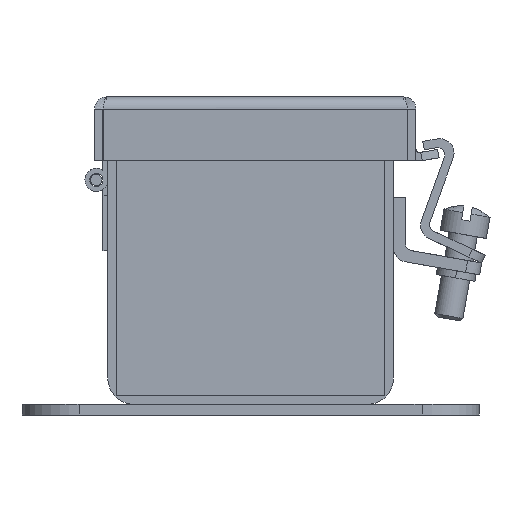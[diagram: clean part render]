
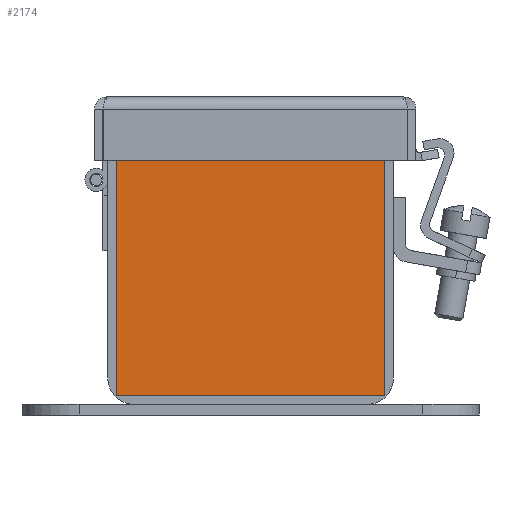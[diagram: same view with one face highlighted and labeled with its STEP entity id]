
A CAD part, left-side view. The second image highlights one B-rep face of the part: STEP entity #2174.
In plain terms, the highlighted planar face has unit normal (-1, 0, 0).
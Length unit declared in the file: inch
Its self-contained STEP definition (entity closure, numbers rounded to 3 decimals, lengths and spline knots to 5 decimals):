
#149 = CARTESIAN_POINT ( 'NONE',  ( -1.70918, 1.17475, 0.32204 ) ) ;
#278 = DIRECTION ( 'NONE',  ( 0., -1., 0. ) ) ;
#516 = CARTESIAN_POINT ( 'NONE',  ( -1.70918, -1.17725, -0.85396 ) ) ;
#741 = CARTESIAN_POINT ( 'NONE',  ( -1.70918, -0.69125, 0.29059 ) ) ;
#743 = CARTESIAN_POINT ( 'NONE',  ( -1.70918, 0.68875, 0.29059 ) ) ;
#849 = EDGE_CURVE ( 'NONE', #18211, #6433, #25115, .T. ) ;
#1218 = EDGE_CURVE ( 'NONE', #23905, #9444, #2115, .T. ) ;
#1620 = LINE ( 'NONE', #13981, #5628 ) ;
#1900 = ORIENTED_EDGE ( 'NONE', *, *, #17992, .F. ) ;
#1928 = VECTOR ( 'NONE', #20177, 39.37008 ) ;
#2115 = LINE ( 'NONE', #516, #1928 ) ;
#2174 = ADVANCED_FACE ( 'NONE', ( #6329 ), #2646, .F. ) ;
#2646 = PLANE ( 'NONE',  #14616 ) ;
#2859 = LINE ( 'NONE', #741, #3073 ) ;
#2960 = EDGE_CURVE ( 'NONE', #14800, #22351, #7918, .T. ) ;
#3073 = VECTOR ( 'NONE', #16689, 39.37008 ) ;
#3076 = CARTESIAN_POINT ( 'NONE',  ( -1.70918, 0.68895, 0.29059 ) ) ;
#3490 = CARTESIAN_POINT ( 'NONE',  ( -1.70918, -0.69145, 0.29059 ) ) ;
#3982 = DIRECTION ( 'NONE',  ( 0., 0., -1. ) ) ;
#4107 = ORIENTED_EDGE ( 'NONE', *, *, #1218, .F. ) ;
#4437 = DIRECTION ( 'NONE',  ( 0., 0., 1. ) ) ;
#4803 = CARTESIAN_POINT ( 'NONE',  ( -1.70918, 0.68875, 0.29059 ) ) ;
#4960 = VECTOR ( 'NONE', #17860, 39.37008 ) ;
#5009 = ORIENTED_EDGE ( 'NONE', *, *, #10782, .T. ) ;
#5628 = VECTOR ( 'NONE', #3982, 39.37008 ) ;
#5830 = DIRECTION ( 'NONE',  ( 0., 0., -1. ) ) ;
#6061 = CARTESIAN_POINT ( 'NONE',  ( -1.70918, -1.17725, -2.02996 ) ) ;
#6329 = FACE_OUTER_BOUND ( 'NONE', #8075, .T. ) ;
#6433 = VERTEX_POINT ( 'NONE', #19798 ) ;
#6674 = CARTESIAN_POINT ( 'NONE',  ( -1.70918, -0.00125, 0.32204 ) ) ;
#6727 = VERTEX_POINT ( 'NONE', #10335 ) ;
#6789 = LINE ( 'NONE', #18793, #8787 ) ;
#6936 = LINE ( 'NONE', #6674, #17451 ) ;
#7918 = LINE ( 'NONE', #17840, #25194 ) ;
#7963 = LINE ( 'NONE', #9537, #11861 ) ;
#8032 = CARTESIAN_POINT ( 'NONE',  ( -1.70918, -0.00125, -0.85396 ) ) ;
#8075 = EDGE_LOOP ( 'NONE', ( #10871, #25555, #1900, #16709, #13191, #25703, #20011, #10167, #17219, #4107, #20444, #5009 ) ) ;
#8775 = DIRECTION ( 'NONE',  ( 0., 1., 0. ) ) ;
#8787 = VECTOR ( 'NONE', #4437, 39.37008 ) ;
#9444 = VERTEX_POINT ( 'NONE', #6061 ) ;
#9537 = CARTESIAN_POINT ( 'NONE',  ( -1.70918, -0.00125, 0.29079 ) ) ;
#9602 = CARTESIAN_POINT ( 'NONE',  ( -1.70918, -0.00125, -2.02996 ) ) ;
#9885 = VERTEX_POINT ( 'NONE', #24138 ) ;
#10136 = EDGE_CURVE ( 'NONE', #9444, #12246, #25549, .T. ) ;
#10167 = ORIENTED_EDGE ( 'NONE', *, *, #19949, .F. ) ;
#10277 = LINE ( 'NONE', #12154, #17582 ) ;
#10335 = CARTESIAN_POINT ( 'NONE',  ( -1.70918, -0.69145, 0.32204 ) ) ;
#10407 = EDGE_CURVE ( 'NONE', #6727, #23905, #6936, .T. ) ;
#10782 = EDGE_CURVE ( 'NONE', #6727, #9885, #1620, .T. ) ;
#10818 = VECTOR ( 'NONE', #8775, 39.37008 ) ;
#10871 = ORIENTED_EDGE ( 'NONE', *, *, #17214, .T. ) ;
#11861 = VECTOR ( 'NONE', #14017, 39.37008 ) ;
#12154 = CARTESIAN_POINT ( 'NONE',  ( -1.70918, -0.00125, 0.32204 ) ) ;
#12246 = VERTEX_POINT ( 'NONE', #14429 ) ;
#12524 = DIRECTION ( 'NONE',  ( 0., 1., 0. ) ) ;
#12716 = VERTEX_POINT ( 'NONE', #149 ) ;
#13191 = ORIENTED_EDGE ( 'NONE', *, *, #13711, .T. ) ;
#13480 = LINE ( 'NONE', #3490, #4960 ) ;
#13711 = EDGE_CURVE ( 'NONE', #22351, #18211, #20812, .T. ) ;
#13981 = CARTESIAN_POINT ( 'NONE',  ( -1.70918, -0.69145, 0.32204 ) ) ;
#14017 = DIRECTION ( 'NONE',  ( 0., -1., 0. ) ) ;
#14429 = CARTESIAN_POINT ( 'NONE',  ( -1.70918, 1.17475, -2.02996 ) ) ;
#14616 = AXIS2_PLACEMENT_3D ( 'NONE', #8032, #18472, #12524 ) ;
#14684 = DIRECTION ( 'NONE',  ( 0., -1., 0. ) ) ;
#14800 = VERTEX_POINT ( 'NONE', #23779 ) ;
#14855 = VECTOR ( 'NONE', #18068, 39.37008 ) ;
#16689 = DIRECTION ( 'NONE',  ( 0., 0., 1. ) ) ;
#16709 = ORIENTED_EDGE ( 'NONE', *, *, #2960, .T. ) ;
#17032 = VECTOR ( 'NONE', #18707, 39.37008 ) ;
#17214 = EDGE_CURVE ( 'NONE', #9885, #22118, #13480, .T. ) ;
#17219 = ORIENTED_EDGE ( 'NONE', *, *, #10136, .F. ) ;
#17430 = EDGE_CURVE ( 'NONE', #12716, #6433, #10277, .T. ) ;
#17451 = VECTOR ( 'NONE', #14684, 39.37008 ) ;
#17582 = VECTOR ( 'NONE', #278, 39.37008 ) ;
#17778 = CARTESIAN_POINT ( 'NONE',  ( -1.70918, -1.17725, 0.32204 ) ) ;
#17840 = CARTESIAN_POINT ( 'NONE',  ( -1.70918, 0.68875, 0.32204 ) ) ;
#17860 = DIRECTION ( 'NONE',  ( 0., 1., 0. ) ) ;
#17992 = EDGE_CURVE ( 'NONE', #14800, #25654, #7963, .T. ) ;
#18068 = DIRECTION ( 'NONE',  ( 0., 1., 0. ) ) ;
#18211 = VERTEX_POINT ( 'NONE', #3076 ) ;
#18472 = DIRECTION ( 'NONE',  ( 1., 0., 0. ) ) ;
#18707 = DIRECTION ( 'NONE',  ( 0., 0., 1. ) ) ;
#18793 = CARTESIAN_POINT ( 'NONE',  ( -1.70918, 1.17475, -0.85396 ) ) ;
#19798 = CARTESIAN_POINT ( 'NONE',  ( -1.70918, 0.68895, 0.32204 ) ) ;
#19949 = EDGE_CURVE ( 'NONE', #12246, #12716, #6789, .T. ) ;
#20011 = ORIENTED_EDGE ( 'NONE', *, *, #17430, .F. ) ;
#20177 = DIRECTION ( 'NONE',  ( 0., 0., -1. ) ) ;
#20444 = ORIENTED_EDGE ( 'NONE', *, *, #10407, .F. ) ;
#20812 = LINE ( 'NONE', #743, #10818 ) ;
#21962 = CARTESIAN_POINT ( 'NONE',  ( -1.70918, -0.69125, 0.29079 ) ) ;
#22091 = EDGE_CURVE ( 'NONE', #22118, #25654, #2859, .T. ) ;
#22118 = VERTEX_POINT ( 'NONE', #24724 ) ;
#22351 = VERTEX_POINT ( 'NONE', #4803 ) ;
#22760 = CARTESIAN_POINT ( 'NONE',  ( -1.70918, 0.68895, 0.29059 ) ) ;
#23779 = CARTESIAN_POINT ( 'NONE',  ( -1.70918, 0.68875, 0.29079 ) ) ;
#23905 = VERTEX_POINT ( 'NONE', #17778 ) ;
#24138 = CARTESIAN_POINT ( 'NONE',  ( -1.70918, -0.69145, 0.29059 ) ) ;
#24724 = CARTESIAN_POINT ( 'NONE',  ( -1.70918, -0.69125, 0.29059 ) ) ;
#25115 = LINE ( 'NONE', #22760, #17032 ) ;
#25194 = VECTOR ( 'NONE', #5830, 39.37008 ) ;
#25549 = LINE ( 'NONE', #9602, #14855 ) ;
#25555 = ORIENTED_EDGE ( 'NONE', *, *, #22091, .T. ) ;
#25654 = VERTEX_POINT ( 'NONE', #21962 ) ;
#25703 = ORIENTED_EDGE ( 'NONE', *, *, #849, .T. ) ;
